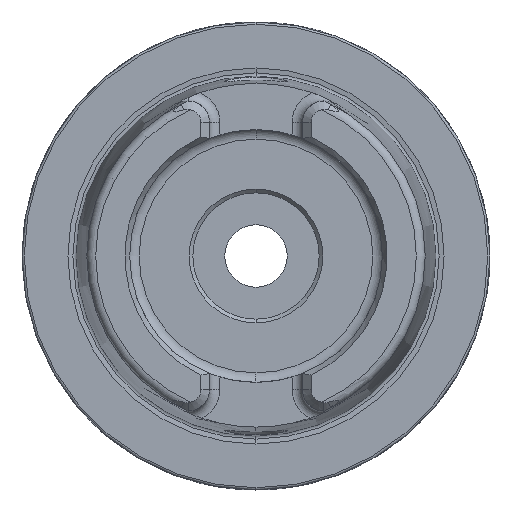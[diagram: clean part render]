
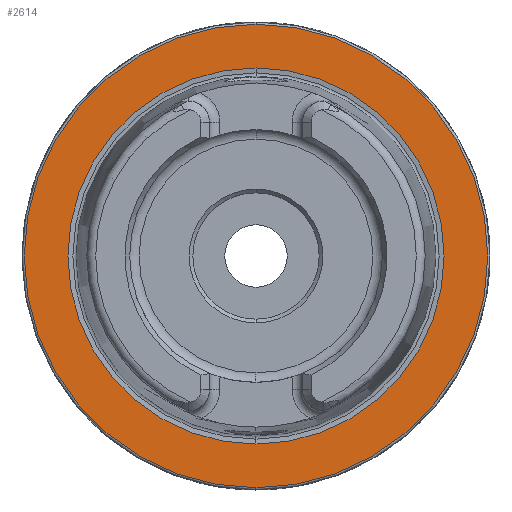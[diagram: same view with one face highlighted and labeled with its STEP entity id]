
A CAD part, left-side view. The second image highlights one B-rep face of the part: STEP entity #2614.
In plain terms, the highlighted planar face has unit normal (-1, 0, 0).
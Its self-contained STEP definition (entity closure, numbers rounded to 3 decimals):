
#366 = CARTESIAN_POINT ( 'NONE',  ( 0., 0., 0. ) ) ;
#367 = DIRECTION ( 'NONE',  ( -1., 0., 0. ) ) ;
#368 = DIRECTION ( 'NONE',  ( 0., 0., 1. ) ) ;
#378 = CARTESIAN_POINT ( 'NONE',  ( 0., 0., 0. ) ) ;
#379 = DIRECTION ( 'NONE',  ( -1., 0., 0. ) ) ;
#380 = DIRECTION ( 'NONE',  ( 0., 0., 1. ) ) ;
#536 = CARTESIAN_POINT ( 'NONE',  ( 0., 0., 25.319 ) ) ;
#543 = CARTESIAN_POINT ( 'NONE',  ( 0., 0., -25.319 ) ) ;
#564 = CARTESIAN_POINT ( 'NONE',  ( 0., 0., 31.2 ) ) ;
#1239 = EDGE_LOOP ( 'NONE', ( #1966, #1967 ) ) ;
#1246 = EDGE_LOOP ( 'NONE', ( #1968, #1969 ) ) ;
#1516 = VERTEX_POINT ( 'NONE', #4408 ) ;
#1966 = ORIENTED_EDGE ( 'NONE', *, *, #4664, .T. ) ;
#1967 = ORIENTED_EDGE ( 'NONE', *, *, #3888, .T. ) ;
#1968 = ORIENTED_EDGE ( 'NONE', *, *, #3882, .F. ) ;
#1969 = ORIENTED_EDGE ( 'NONE', *, *, #4668, .F. ) ;
#2194 = AXIS2_PLACEMENT_3D ( 'NONE', #5269, #5275, #5276 ) ;
#2271 = AXIS2_PLACEMENT_3D ( 'NONE', #2948, #2949, #2950 ) ;
#2276 = AXIS2_PLACEMENT_3D ( 'NONE', #3040, #3041, #3042 ) ;
#2403 = AXIS2_PLACEMENT_3D ( 'NONE', #366, #367, #368 ) ;
#2406 = AXIS2_PLACEMENT_3D ( 'NONE', #378, #379, #380 ) ;
#2614 = ADVANCED_FACE ( 'NONE', ( #7092, #7095 ), #5270, .F. ) ;
#2948 = CARTESIAN_POINT ( 'NONE',  ( 0., 0., 0. ) ) ;
#2949 = DIRECTION ( 'NONE',  ( -1., 0., 0. ) ) ;
#2950 = DIRECTION ( 'NONE',  ( 0., 0., 1. ) ) ;
#3040 = CARTESIAN_POINT ( 'NONE',  ( 0., 0., 0. ) ) ;
#3041 = DIRECTION ( 'NONE',  ( -1., 0., 0. ) ) ;
#3042 = DIRECTION ( 'NONE',  ( 0., 0., 1. ) ) ;
#3882 = EDGE_CURVE ( 'NONE', #8025, #8060, #7253, .T. ) ;
#3888 = EDGE_CURVE ( 'NONE', #1516, #8133, #7256, .T. ) ;
#4408 = CARTESIAN_POINT ( 'NONE',  ( 0., 0., -31.2 ) ) ;
#4664 = EDGE_CURVE ( 'NONE', #8133, #1516, #7613, .T. ) ;
#4668 = EDGE_CURVE ( 'NONE', #8060, #8025, #7617, .T. ) ;
#5269 = CARTESIAN_POINT ( 'NONE',  ( 0., 31.2, 0. ) ) ;
#5270 = PLANE ( 'NONE',  #2194 ) ;
#5275 = DIRECTION ( 'NONE',  ( 1., 0., 0. ) ) ;
#5276 = DIRECTION ( 'NONE',  ( 0., 0., -1. ) ) ;
#7092 = FACE_BOUND ( 'NONE', #1246, .T. ) ;
#7095 = FACE_OUTER_BOUND ( 'NONE', #1239, .T. ) ;
#7253 = CIRCLE ( 'NONE', #2271, 25.319 ) ;
#7256 = CIRCLE ( 'NONE', #2276, 31.2 ) ;
#7613 = CIRCLE ( 'NONE', #2403, 31.2 ) ;
#7617 = CIRCLE ( 'NONE', #2406, 25.319 ) ;
#8025 = VERTEX_POINT ( 'NONE', #536 ) ;
#8060 = VERTEX_POINT ( 'NONE', #543 ) ;
#8133 = VERTEX_POINT ( 'NONE', #564 ) ;
